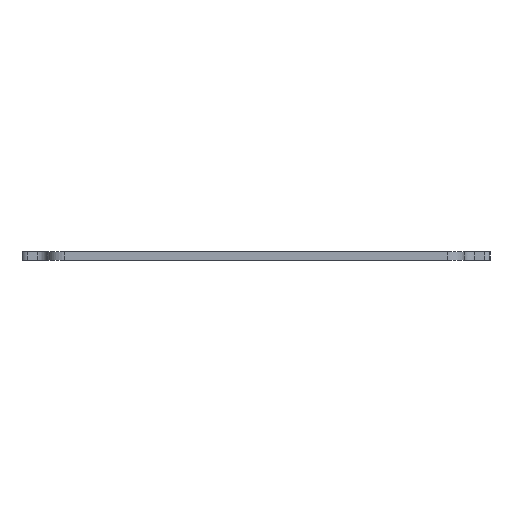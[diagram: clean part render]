
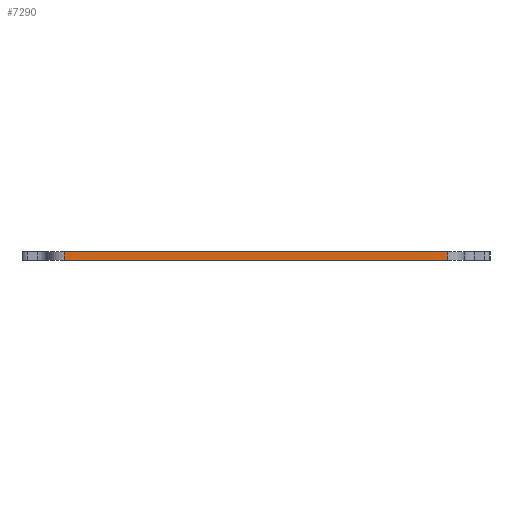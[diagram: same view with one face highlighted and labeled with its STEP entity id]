
A CAD part, left-side view. The second image highlights one B-rep face of the part: STEP entity #7290.
In plain terms, the highlighted planar face has unit normal (-1, 0, 0).
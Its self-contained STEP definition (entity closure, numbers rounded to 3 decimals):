
#162=PLANE('',#7797);
#416=FACE_OUTER_BOUND('',#785,.T.);
#785=EDGE_LOOP('',(#5310,#5311,#5312,#5313));
#1402=LINE('',#11382,#2137);
#1403=LINE('',#11386,#2138);
#1404=LINE('',#11388,#2139);
#1405=LINE('',#11389,#2140);
#2137=VECTOR('',#9106,10.);
#2138=VECTOR('',#9111,10.);
#2139=VECTOR('',#9112,10.);
#2140=VECTOR('',#9113,10.);
#3273=VERTEX_POINT('',#11379);
#3274=VERTEX_POINT('',#11381);
#3275=VERTEX_POINT('',#11385);
#3276=VERTEX_POINT('',#11387);
#4107=EDGE_CURVE('',#3273,#3274,#1402,.T.);
#4109=EDGE_CURVE('',#3273,#3275,#1403,.T.);
#4110=EDGE_CURVE('',#3276,#3275,#1404,.T.);
#4111=EDGE_CURVE('',#3274,#3276,#1405,.T.);
#5310=ORIENTED_EDGE('',*,*,#4109,.T.);
#5311=ORIENTED_EDGE('',*,*,#4110,.F.);
#5312=ORIENTED_EDGE('',*,*,#4111,.F.);
#5313=ORIENTED_EDGE('',*,*,#4107,.F.);
#7290=ADVANCED_FACE('',(#416),#162,.T.);
#7797=AXIS2_PLACEMENT_3D('',#11384,#9109,#9110);
#9106=DIRECTION('',(0.,0.,1.));
#9109=DIRECTION('center_axis',(-1.,0.,0.));
#9110=DIRECTION('ref_axis',(0.,1.,0.));
#9111=DIRECTION('',(0.,-1.,0.));
#9112=DIRECTION('',(0.,0.,-1.));
#9113=DIRECTION('',(0.,-1.,0.));
#11379=CARTESIAN_POINT('',(-191.95,-4.5,-1.6));
#11381=CARTESIAN_POINT('',(-191.95,-4.5,0.));
#11382=CARTESIAN_POINT('',(-191.95,-4.5,-1.6));
#11384=CARTESIAN_POINT('Origin',(-191.95,-77.65,-1.6));
#11385=CARTESIAN_POINT('',(-191.95,-74.65,-1.6));
#11386=CARTESIAN_POINT('',(-191.95,-58.424,-1.6));
#11387=CARTESIAN_POINT('',(-191.95,-74.65,0.));
#11388=CARTESIAN_POINT('',(-191.95,-74.65,-1.6));
#11389=CARTESIAN_POINT('',(-191.95,-58.613,0.));
